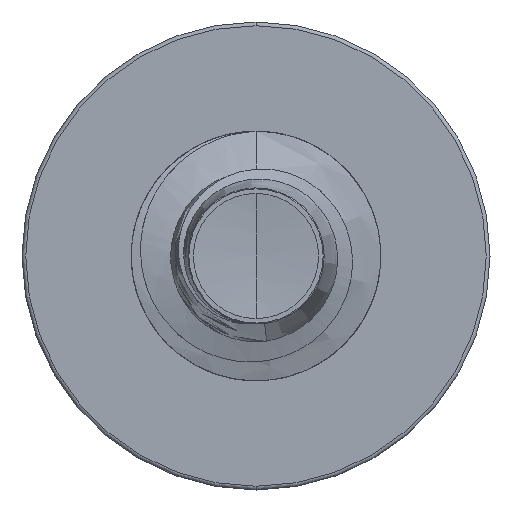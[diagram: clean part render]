
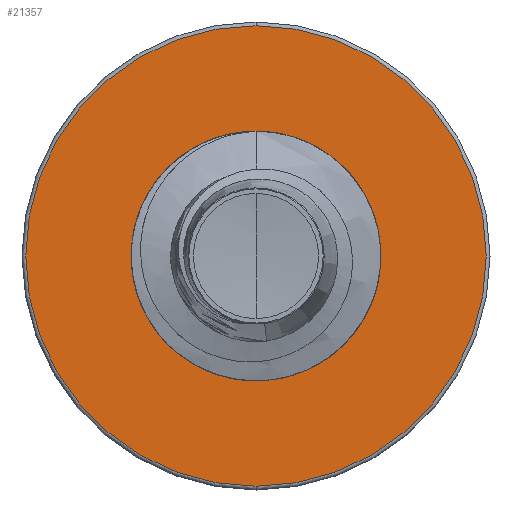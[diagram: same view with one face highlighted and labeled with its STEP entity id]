
A CAD part, front view. The second image highlights one B-rep face of the part: STEP entity #21357.
In plain terms, the highlighted planar face has unit normal (0, -1, 0).
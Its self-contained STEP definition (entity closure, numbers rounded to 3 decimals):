
#434 = DIRECTION ( 'NONE',  ( 0., 1., 0. ) ) ;
#1883 = DIRECTION ( 'NONE',  ( 0., 0., 1. ) ) ;
#2791 = CARTESIAN_POINT ( 'NONE',  ( 0., 20., 1.989 ) ) ;
#5053 = AXIS2_PLACEMENT_3D ( 'NONE', #25195, #14868, #1883 ) ;
#7798 = AXIS2_PLACEMENT_3D ( 'NONE', #22918, #11901, #24508 ) ;
#7878 = DIRECTION ( 'NONE',  ( 0., 1., 0. ) ) ;
#9619 = CIRCLE ( 'NONE', #7798, 3.69 ) ;
#10382 = VERTEX_POINT ( 'NONE', #21162 ) ;
#11185 = EDGE_CURVE ( 'NONE', #21705, #21987, #9619, .T. ) ;
#11424 = AXIS2_PLACEMENT_3D ( 'NONE', #22581, #434, #15586 ) ;
#11716 = EDGE_LOOP ( 'NONE', ( #12005, #12719 ) ) ;
#11901 = DIRECTION ( 'NONE',  ( 0., 1., 0. ) ) ;
#12005 = ORIENTED_EDGE ( 'NONE', *, *, #23383, .F. ) ;
#12719 = ORIENTED_EDGE ( 'NONE', *, *, #11185, .F. ) ;
#13046 = DIRECTION ( 'NONE',  ( 0., 1., 0. ) ) ;
#13105 = EDGE_CURVE ( 'NONE', #22144, #10382, #21922, .T. ) ;
#13309 = EDGE_LOOP ( 'NONE', ( #22716, #18510 ) ) ;
#13591 = CARTESIAN_POINT ( 'NONE',  ( 0., 20., 3.69 ) ) ;
#13894 = CIRCLE ( 'NONE', #21295, 1.989 ) ;
#14208 = FACE_BOUND ( 'NONE', #13309, .T. ) ;
#14868 = DIRECTION ( 'NONE',  ( 0., 1., 0. ) ) ;
#15586 = DIRECTION ( 'NONE',  ( 0., 0., 1. ) ) ;
#15774 = CIRCLE ( 'NONE', #5053, 3.69 ) ;
#18510 = ORIENTED_EDGE ( 'NONE', *, *, #18566, .T. ) ;
#18566 = EDGE_CURVE ( 'NONE', #10382, #22144, #13894, .T. ) ;
#18736 = AXIS2_PLACEMENT_3D ( 'NONE', #23810, #13046, #25381 ) ;
#19280 = PLANE ( 'NONE',  #11424 ) ;
#19916 = CARTESIAN_POINT ( 'NONE',  ( 0., 20., 0. ) ) ;
#21162 = CARTESIAN_POINT ( 'NONE',  ( 0., 20., -1.989 ) ) ;
#21295 = AXIS2_PLACEMENT_3D ( 'NONE', #19916, #7878, #21544 ) ;
#21357 = ADVANCED_FACE ( 'NONE', ( #23646, #14208 ), #19280, .F. ) ;
#21544 = DIRECTION ( 'NONE',  ( 0., 0., 1. ) ) ;
#21705 = VERTEX_POINT ( 'NONE', #24242 ) ;
#21922 = CIRCLE ( 'NONE', #18736, 1.989 ) ;
#21987 = VERTEX_POINT ( 'NONE', #13591 ) ;
#22144 = VERTEX_POINT ( 'NONE', #2791 ) ;
#22581 = CARTESIAN_POINT ( 'NONE',  ( 0., 20., -1.989 ) ) ;
#22716 = ORIENTED_EDGE ( 'NONE', *, *, #13105, .T. ) ;
#22918 = CARTESIAN_POINT ( 'NONE',  ( 0., 20., 0. ) ) ;
#23383 = EDGE_CURVE ( 'NONE', #21987, #21705, #15774, .T. ) ;
#23646 = FACE_OUTER_BOUND ( 'NONE', #11716, .T. ) ;
#23810 = CARTESIAN_POINT ( 'NONE',  ( 0., 20., 0. ) ) ;
#24242 = CARTESIAN_POINT ( 'NONE',  ( 0., 20., -3.69 ) ) ;
#24508 = DIRECTION ( 'NONE',  ( 0., 0., 1. ) ) ;
#25195 = CARTESIAN_POINT ( 'NONE',  ( 0., 20., 0. ) ) ;
#25381 = DIRECTION ( 'NONE',  ( 0., 0., 1. ) ) ;
